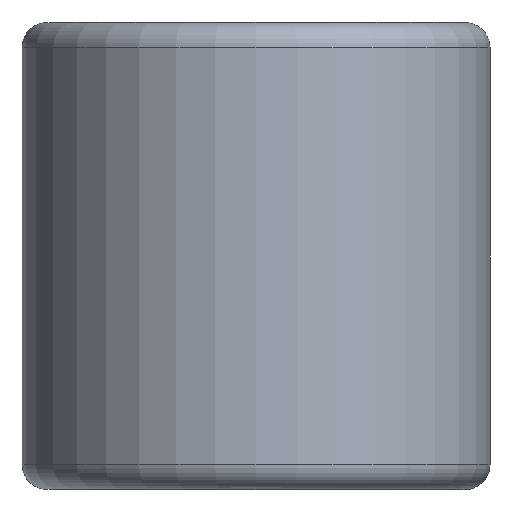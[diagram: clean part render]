
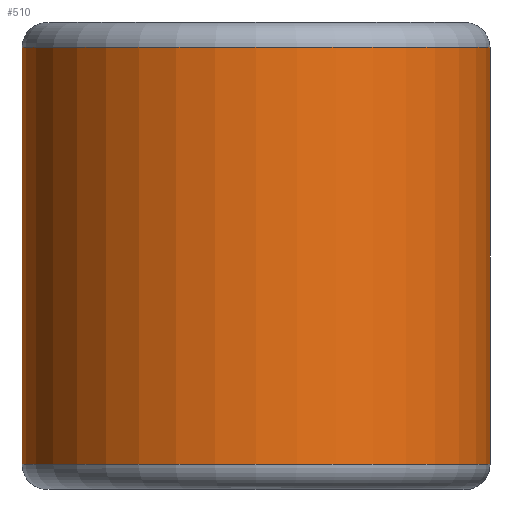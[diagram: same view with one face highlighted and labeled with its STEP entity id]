
A CAD part, top view. The second image highlights one B-rep face of the part: STEP entity #510.
In plain terms, the highlighted cylindrical face has radius 7.163 mm (diameter 14.326 mm), a partial arc.
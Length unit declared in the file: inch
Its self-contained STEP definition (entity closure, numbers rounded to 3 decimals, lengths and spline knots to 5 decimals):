
#20 = CARTESIAN_POINT ( 'NONE',  ( 0., 0.25125, 0. ) ) ;
#40 = FACE_OUTER_BOUND ( 'NONE', #2133, .T. ) ;
#42 = CARTESIAN_POINT ( 'NONE',  ( 0., -0.25125, 0. ) ) ;
#69 = VECTOR ( 'NONE', #2198, 39.37008 ) ;
#170 = CIRCLE ( 'NONE', #1838, 0.282 ) ;
#235 = EDGE_CURVE ( 'NONE', #422, #1342, #1700, .T. ) ;
#383 = ORIENTED_EDGE ( 'NONE', *, *, #1401, .F. ) ;
#422 = VERTEX_POINT ( 'NONE', #2085 ) ;
#427 = VERTEX_POINT ( 'NONE', #433 ) ;
#433 = CARTESIAN_POINT ( 'NONE',  ( 0., -0.25125, -0.282 ) ) ;
#458 = CARTESIAN_POINT ( 'NONE',  ( 0., 0.25, 0. ) ) ;
#494 = EDGE_CURVE ( 'NONE', #427, #1342, #586, .T. ) ;
#510 = ADVANCED_FACE ( 'NONE', ( #40 ), #1991, .T. ) ;
#586 = LINE ( 'NONE', #785, #69 ) ;
#698 = AXIS2_PLACEMENT_3D ( 'NONE', #20, #727, #917 ) ;
#727 = DIRECTION ( 'NONE',  ( 0., -1., 0. ) ) ;
#731 = VERTEX_POINT ( 'NONE', #1998 ) ;
#751 = DIRECTION ( 'NONE',  ( 0., -1., 0. ) ) ;
#785 = CARTESIAN_POINT ( 'NONE',  ( 0., 0.25125, -0.282 ) ) ;
#892 = DIRECTION ( 'NONE',  ( 0., 1., 0. ) ) ;
#917 = DIRECTION ( 'NONE',  ( 0., 0., -1. ) ) ;
#1020 = DIRECTION ( 'NONE',  ( 0., -1., 0. ) ) ;
#1252 = CARTESIAN_POINT ( 'NONE',  ( 0.282, 0.25125, 0. ) ) ;
#1302 = VECTOR ( 'NONE', #892, 39.37008 ) ;
#1320 = CARTESIAN_POINT ( 'NONE',  ( 0., 0.25125, -0.282 ) ) ;
#1342 = VERTEX_POINT ( 'NONE', #1320 ) ;
#1401 = EDGE_CURVE ( 'NONE', #731, #427, #170, .T. ) ;
#1485 = ORIENTED_EDGE ( 'NONE', *, *, #494, .F. ) ;
#1611 = LINE ( 'NONE', #1252, #1302 ) ;
#1700 = CIRCLE ( 'NONE', #698, 0.282 ) ;
#1747 = DIRECTION ( 'NONE',  ( 0., 0., -1. ) ) ;
#1787 = EDGE_CURVE ( 'NONE', #731, #422, #1611, .T. ) ;
#1838 = AXIS2_PLACEMENT_3D ( 'NONE', #42, #751, #2002 ) ;
#1848 = AXIS2_PLACEMENT_3D ( 'NONE', #458, #1020, #1747 ) ;
#1863 = ORIENTED_EDGE ( 'NONE', *, *, #1787, .T. ) ;
#1991 = CYLINDRICAL_SURFACE ( 'NONE', #1848, 0.282 ) ;
#1998 = CARTESIAN_POINT ( 'NONE',  ( 0.282, -0.25125, 0. ) ) ;
#2002 = DIRECTION ( 'NONE',  ( 0., 0., -1. ) ) ;
#2085 = CARTESIAN_POINT ( 'NONE',  ( 0.282, 0.25125, 0. ) ) ;
#2133 = EDGE_LOOP ( 'NONE', ( #1863, #2305, #1485, #383 ) ) ;
#2198 = DIRECTION ( 'NONE',  ( 0., 1., 0. ) ) ;
#2305 = ORIENTED_EDGE ( 'NONE', *, *, #235, .T. ) ;
